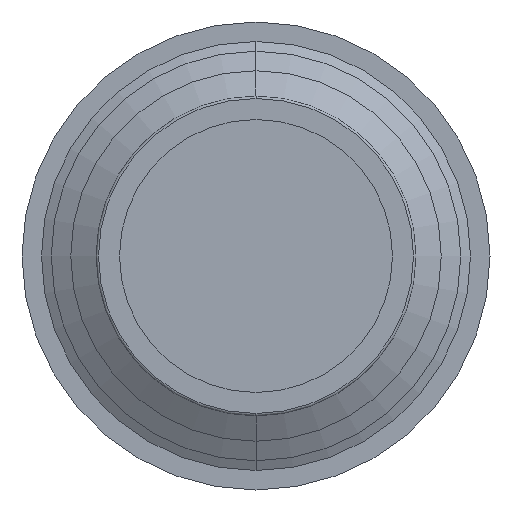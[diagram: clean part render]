
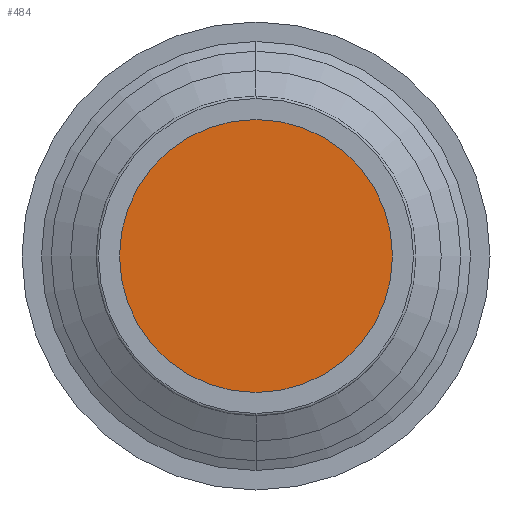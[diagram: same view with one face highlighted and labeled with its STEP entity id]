
A CAD part, left-side view. The second image highlights one B-rep face of the part: STEP entity #484.
In plain terms, the highlighted planar face has unit normal (-1, 0, 0).
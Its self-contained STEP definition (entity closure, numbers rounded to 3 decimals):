
#95 = CARTESIAN_POINT ( 'NONE',  ( 0., 0., 14. ) ) ;
#106 = FACE_OUTER_BOUND ( 'NONE', #809, .T. ) ;
#298 = CARTESIAN_POINT ( 'NONE',  ( 0., 0., -14. ) ) ;
#437 = EDGE_CURVE ( 'NONE', #617, #587, #884, .T. ) ;
#439 = DIRECTION ( 'NONE',  ( 1., 0., 0. ) ) ;
#440 = EDGE_CURVE ( 'NONE', #587, #617, #857, .T. ) ;
#445 = DIRECTION ( 'NONE',  ( 0., 0., 1. ) ) ;
#484 = ADVANCED_FACE ( 'NONE', ( #106 ), #646, .T. ) ;
#572 = DIRECTION ( 'NONE',  ( 1., 0., 0. ) ) ;
#587 = VERTEX_POINT ( 'NONE', #298 ) ;
#617 = VERTEX_POINT ( 'NONE', #95 ) ;
#639 = CARTESIAN_POINT ( 'NONE',  ( 0., 0., 0. ) ) ;
#646 = PLANE ( 'NONE',  #891 ) ;
#675 = AXIS2_PLACEMENT_3D ( 'NONE', #915, #572, #852 ) ;
#702 = ORIENTED_EDGE ( 'NONE', *, *, #437, .F. ) ;
#703 = CARTESIAN_POINT ( 'NONE',  ( 0., 0., 0. ) ) ;
#708 = ORIENTED_EDGE ( 'NONE', *, *, #440, .F. ) ;
#712 = DIRECTION ( 'NONE',  ( -1., 0., 0. ) ) ;
#782 = AXIS2_PLACEMENT_3D ( 'NONE', #703, #439, #445 ) ;
#809 = EDGE_LOOP ( 'NONE', ( #708, #702 ) ) ;
#848 = DIRECTION ( 'NONE',  ( 0., 0., 1. ) ) ;
#852 = DIRECTION ( 'NONE',  ( 0., 0., 1. ) ) ;
#857 = CIRCLE ( 'NONE', #782, 14. ) ;
#884 = CIRCLE ( 'NONE', #675, 14. ) ;
#891 = AXIS2_PLACEMENT_3D ( 'NONE', #639, #712, #848 ) ;
#915 = CARTESIAN_POINT ( 'NONE',  ( 0., 0., 0. ) ) ;
